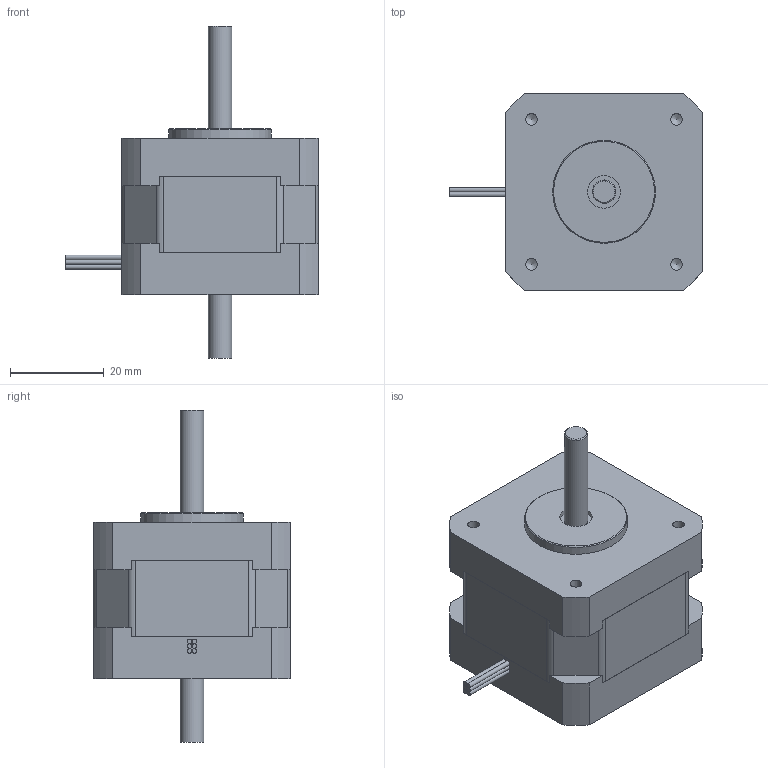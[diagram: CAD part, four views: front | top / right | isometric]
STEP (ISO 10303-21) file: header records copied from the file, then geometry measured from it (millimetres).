
FILE_DESCRIPTION((''),'2;1');
FILE_NAME('STEPPING_MOTOR_ST4209S.stp','2008-04-24T11:00:18',('wei_j'),(''),'Autodesk Inventor 2008','Autodesk Inventor 2008','');
FILE_SCHEMA(('AUTOMOTIVE_DESIGN { 1 0 10303 214 1 1 1 1 }'));
Length unit declared in the file: millimetre
Products named in the file (8): STEPPING_MOTOR_ST4209S; Stator_ST4209_S; Frontcap_ST4209; shaft_forward_ST4118; Endcap_ST4209; Schrauben_ISO1207_M2.5; leads_4_ST4209; shaft_rear_5x13.5
Assembly tree (10 placements, depth 2):
  STEPPING_MOTOR_ST4209S
    Stator_ST4209_S
    Frontcap_ST4209
    shaft_forward_ST4118
    Endcap_ST4209
    Schrauben_ISO1207_M2.5  x4
    leads_4_ST4209
    shaft_rear_5x13.5
Bounding box: 54 x 42 x 71 mm (x, y, z)
Volume: 57950.5 mm3; surface area: 17754.8 mm2
Topology: 10 solids, 10 shells, 180 faces, 398 edges, 237 vertices
Faces by surface type: plane 83, bspline 48, cylinder 39, torus 8, cone 2
Full cylindrical faces by diameter (mm): 4.5 x4, 5 x3, 10 x1, 22 x1
Entity records: 4675 total; most frequent: CARTESIAN_POINT 1339, DIRECTION 672, ORIENTED_EDGE 582, EDGE_CURVE 291, AXIS2_PLACEMENT_3D 262, EDGE_LOOP 201, VERTEX_POINT 181, FACE_OUTER_BOUND 153
